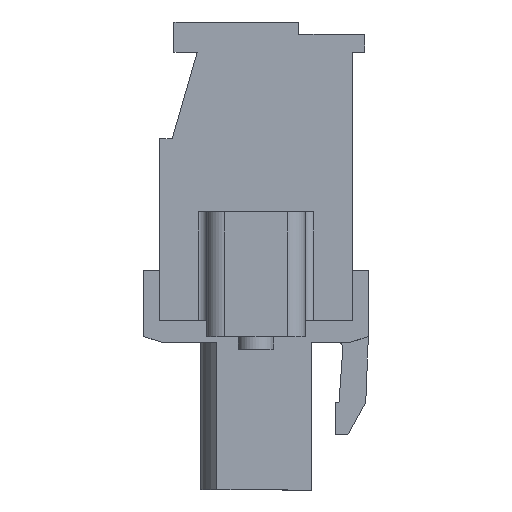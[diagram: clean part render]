
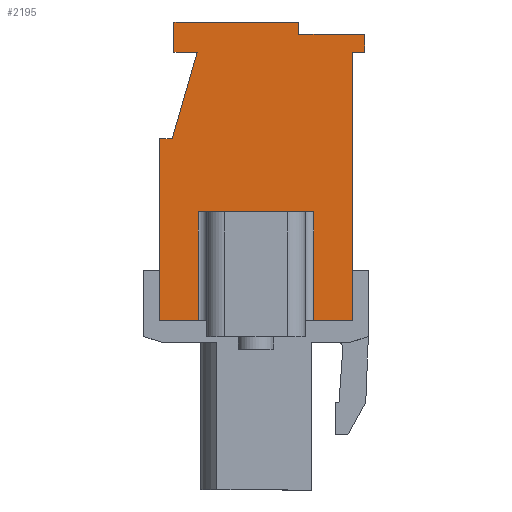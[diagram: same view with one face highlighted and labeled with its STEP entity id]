
A CAD part, left-side view. The second image highlights one B-rep face of the part: STEP entity #2195.
In plain terms, the highlighted planar face has unit normal (-1, 0, 0).
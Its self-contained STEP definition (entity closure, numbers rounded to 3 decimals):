
#2195 = ADVANCED_FACE( '', ( #5305 ), #5306, .T. );
#5305 = FACE_OUTER_BOUND( '', #9635, .T. );
#5306 = PLANE( '', #9636 );
#9635 = EDGE_LOOP( '', ( #15208, #15209, #15210, #15211, #15212, #15213, #15214, #15215, #15216, #15217, #15218, #15219, #15220, #15221, #15222, #15223 ) );
#9636 = AXIS2_PLACEMENT_3D( '', #15224, #15225, #15226 );
#15208 = ORIENTED_EDGE( '', *, *, #27262, .T. );
#15209 = ORIENTED_EDGE( '', *, *, #26992, .T. );
#15210 = ORIENTED_EDGE( '', *, *, #27263, .T. );
#15211 = ORIENTED_EDGE( '', *, *, #27264, .F. );
#15212 = ORIENTED_EDGE( '', *, *, #26573, .T. );
#15213 = ORIENTED_EDGE( '', *, *, #26986, .T. );
#15214 = ORIENTED_EDGE( '', *, *, #27265, .T. );
#15215 = ORIENTED_EDGE( '', *, *, #27266, .T. );
#15216 = ORIENTED_EDGE( '', *, *, #27267, .T. );
#15217 = ORIENTED_EDGE( '', *, *, #26567, .T. );
#15218 = ORIENTED_EDGE( '', *, *, #27255, .T. );
#15219 = ORIENTED_EDGE( '', *, *, #27268, .T. );
#15220 = ORIENTED_EDGE( '', *, *, #27269, .T. );
#15221 = ORIENTED_EDGE( '', *, *, #27270, .T. );
#15222 = ORIENTED_EDGE( '', *, *, #26562, .T. );
#15223 = ORIENTED_EDGE( '', *, *, #27271, .T. );
#15224 = CARTESIAN_POINT( '', ( 0., 0., 0. ) );
#15225 = DIRECTION( '', ( -1., 0., 0. ) );
#15226 = DIRECTION( '', ( 0., -1., 0. ) );
#26562 = EDGE_CURVE( '', #31984, #31985, #31986, .T. );
#26567 = EDGE_CURVE( '', #31993, #31994, #31995, .T. );
#26573 = EDGE_CURVE( '', #32005, #32002, #32006, .F. );
#26986 = EDGE_CURVE( '', #32002, #32737, #32739, .T. );
#26992 = EDGE_CURVE( '', #32633, #32747, #32749, .T. );
#27255 = EDGE_CURVE( '', #31994, #33193, #33194, .T. );
#27262 = EDGE_CURVE( '', #33202, #32633, #33203, .T. );
#27263 = EDGE_CURVE( '', #32747, #33204, #33205, .F. );
#27264 = EDGE_CURVE( '', #32005, #33204, #33206, .T. );
#27265 = EDGE_CURVE( '', #32737, #33207, #33208, .T. );
#27266 = EDGE_CURVE( '', #33207, #33209, #33210, .T. );
#27267 = EDGE_CURVE( '', #33209, #31993, #33211, .T. );
#27268 = EDGE_CURVE( '', #33193, #33212, #33213, .T. );
#27269 = EDGE_CURVE( '', #33212, #33214, #33215, .T. );
#27270 = EDGE_CURVE( '', #33214, #31984, #33216, .T. );
#27271 = EDGE_CURVE( '', #31985, #33202, #33217, .T. );
#31984 = VERTEX_POINT( '', #39808 );
#31985 = VERTEX_POINT( '', #39809 );
#31986 = LINE( '', #39810, #39811 );
#31993 = VERTEX_POINT( '', #39821 );
#31994 = VERTEX_POINT( '', #39822 );
#31995 = LINE( '', #39823, #39824 );
#32002 = VERTEX_POINT( '', #39834 );
#32005 = VERTEX_POINT( '', #39837 );
#32006 = LINE( '', #39838, #39839 );
#32633 = VERTEX_POINT( '', #40768 );
#32737 = VERTEX_POINT( '', #40926 );
#32739 = LINE( '', #40929, #40930 );
#32747 = VERTEX_POINT( '', #40942 );
#32749 = LINE( '', #40944, #40945 );
#33193 = VERTEX_POINT( '', #41585 );
#33194 = LINE( '', #41586, #41587 );
#33202 = VERTEX_POINT( '', #41599 );
#33203 = LINE( '', #41600, #41601 );
#33204 = VERTEX_POINT( '', #41602 );
#33205 = LINE( '', #41603, #41604 );
#33206 = LINE( '', #41605, #41606 );
#33207 = VERTEX_POINT( '', #41607 );
#33208 = LINE( '', #41608, #41609 );
#33209 = VERTEX_POINT( '', #41610 );
#33210 = LINE( '', #41611, #41612 );
#33211 = LINE( '', #41613, #41614 );
#33212 = VERTEX_POINT( '', #41615 );
#33213 = LINE( '', #41616, #41617 );
#33214 = VERTEX_POINT( '', #41618 );
#33215 = LINE( '', #41619, #41620 );
#33216 = LINE( '', #41621, #41622 );
#33217 = LINE( '', #41623, #41624 );
#39808 = CARTESIAN_POINT( '', ( 0., 8.7, 15.95 ) );
#39809 = CARTESIAN_POINT( '', ( 0., 10.1, 11.1 ) );
#39810 = CARTESIAN_POINT( '', ( 0., 8.7, 15.95 ) );
#39811 = VECTOR( '', #49883, 1000. );
#39821 = CARTESIAN_POINT( '', ( 0., -0.7, 16.95 ) );
#39822 = CARTESIAN_POINT( '', ( 0., 3., 16.95 ) );
#39823 = CARTESIAN_POINT( '', ( 0., -0.7, 16.95 ) );
#39824 = VECTOR( '', #49887, 1000. );
#39834 = CARTESIAN_POINT( '', ( 0., 2.15, 0.9 ) );
#39837 = CARTESIAN_POINT( '', ( 0., 2.15, 7. ) );
#39838 = CARTESIAN_POINT( '', ( 0., 2.15, 0. ) );
#39839 = VECTOR( '', #49894, 1000. );
#40768 = CARTESIAN_POINT( '', ( 0., 10.8, 0.9 ) );
#40926 = CARTESIAN_POINT( '', ( 0., 0., 0.9 ) );
#40929 = CARTESIAN_POINT( '', ( 0., 0., 0.9 ) );
#40930 = VECTOR( '', #50275, 1000. );
#40942 = CARTESIAN_POINT( '', ( 0., 8.65, 0.9 ) );
#40944 = CARTESIAN_POINT( '', ( 0., 0., 0.9 ) );
#40945 = VECTOR( '', #50283, 1000. );
#41585 = CARTESIAN_POINT( '', ( 0., 3., 17.65 ) );
#41586 = CARTESIAN_POINT( '', ( 0., 3., 16.95 ) );
#41587 = VECTOR( '', #50522, 1000. );
#41599 = CARTESIAN_POINT( '', ( 0., 10.8, 11.1 ) );
#41600 = CARTESIAN_POINT( '', ( 0., 10.8, 11.1 ) );
#41601 = VECTOR( '', #50527, 1000. );
#41602 = CARTESIAN_POINT( '', ( 0., 8.65, 7. ) );
#41603 = CARTESIAN_POINT( '', ( 0., 8.65, 0. ) );
#41604 = VECTOR( '', #50528, 1000. );
#41605 = CARTESIAN_POINT( '', ( 0., 2.65, 7. ) );
#41606 = VECTOR( '', #50529, 1000. );
#41607 = CARTESIAN_POINT( '', ( 0., 0., 15.95 ) );
#41608 = CARTESIAN_POINT( '', ( 0., 0., 0. ) );
#41609 = VECTOR( '', #50530, 1000. );
#41610 = CARTESIAN_POINT( '', ( 0., -0.7, 15.95 ) );
#41611 = CARTESIAN_POINT( '', ( 0., 0., 15.95 ) );
#41612 = VECTOR( '', #50531, 1000. );
#41613 = CARTESIAN_POINT( '', ( 0., -0.7, 15.95 ) );
#41614 = VECTOR( '', #50532, 1000. );
#41615 = CARTESIAN_POINT( '', ( 0., 10., 17.65 ) );
#41616 = CARTESIAN_POINT( '', ( 0., 3., 17.65 ) );
#41617 = VECTOR( '', #50533, 1000. );
#41618 = CARTESIAN_POINT( '', ( 0., 10., 15.95 ) );
#41619 = CARTESIAN_POINT( '', ( 0., 10., 17.65 ) );
#41620 = VECTOR( '', #50534, 1000. );
#41621 = CARTESIAN_POINT( '', ( 0., 10., 15.95 ) );
#41622 = VECTOR( '', #50535, 1000. );
#41623 = CARTESIAN_POINT( '', ( 0., 10.1, 11.1 ) );
#41624 = VECTOR( '', #50536, 1000. );
#49883 = DIRECTION( '', ( 0., 0.277, -0.961 ) );
#49887 = DIRECTION( '', ( 0., 1., 0. ) );
#49894 = DIRECTION( '', ( 0., 0., 1. ) );
#50275 = DIRECTION( '', ( 0., -1., 0. ) );
#50283 = DIRECTION( '', ( 0., -1., 0. ) );
#50522 = DIRECTION( '', ( 0., 0., 1. ) );
#50527 = DIRECTION( '', ( 0., 0., -1. ) );
#50528 = DIRECTION( '', ( 0., 0., -1. ) );
#50529 = DIRECTION( '', ( 0., 1., 0. ) );
#50530 = DIRECTION( '', ( 0., 0., 1. ) );
#50531 = DIRECTION( '', ( 0., -1., 0. ) );
#50532 = DIRECTION( '', ( 0., 0., 1. ) );
#50533 = DIRECTION( '', ( 0., 1., 0. ) );
#50534 = DIRECTION( '', ( 0., 0., -1. ) );
#50535 = DIRECTION( '', ( 0., -1., 0. ) );
#50536 = DIRECTION( '', ( 0., 1., 0. ) );
